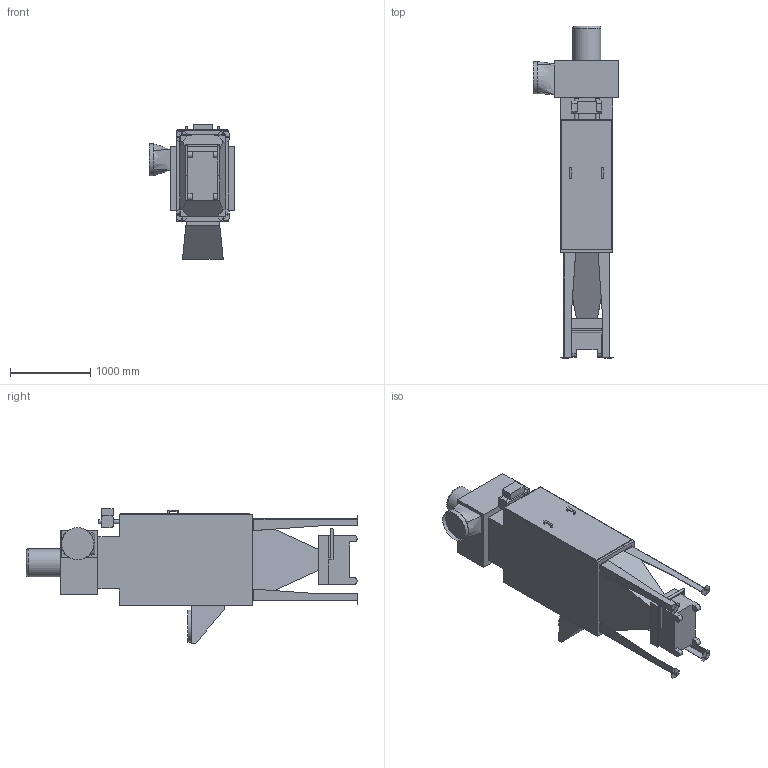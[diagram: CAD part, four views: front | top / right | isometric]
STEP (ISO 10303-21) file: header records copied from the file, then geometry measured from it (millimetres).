
FILE_DESCRIPTION(/* description */ ('MCP - 2-8S (Standard, low Filter load)'),/* implementation_level */ '2;1');
FILE_NAME(/* name */ '73001603.stp',/* time_stamp */ '2023-11-17T09:49:12+01:00',/* author */ ('ludud'),/* organization */ (''),/* preprocessor_version */ 'ST-DEVELOPER v18.1',/* originating_system */ 'Autodesk Inventor 2022',/* authorisation */ '');
FILE_SCHEMA (('AUTOMOTIVE_DESIGN { 1 0 10303 214 3 1 1 }'));
Length unit declared in the file: millimetre
Products named in the file (1): MCP_2_8S_SL
Bounding box: 1070 x 4131 x 1678 mm (x, y, z)
Volume: 2061709179.9 mm3; surface area: 17719455.9 mm2
Topology: 2 solids, 2 shells, 230 faces, 640 edges, 427 vertices
Faces by surface type: plane 199, cylinder 26, bspline 4, torus 1
Full cylindrical faces by diameter (mm): 16 x8, 30 x1, 50 x4, 350 x1, 396 x1, 400 x2, 401.4 x1
Entity records: 7653 total; most frequent: CARTESIAN_POINT 1430, ORIENTED_EDGE 1280, DIRECTION 1161, EDGE_CURVE 640, LINE 573, VECTOR 573, VERTEX_POINT 426, AXIS2_PLACEMENT_3D 294
